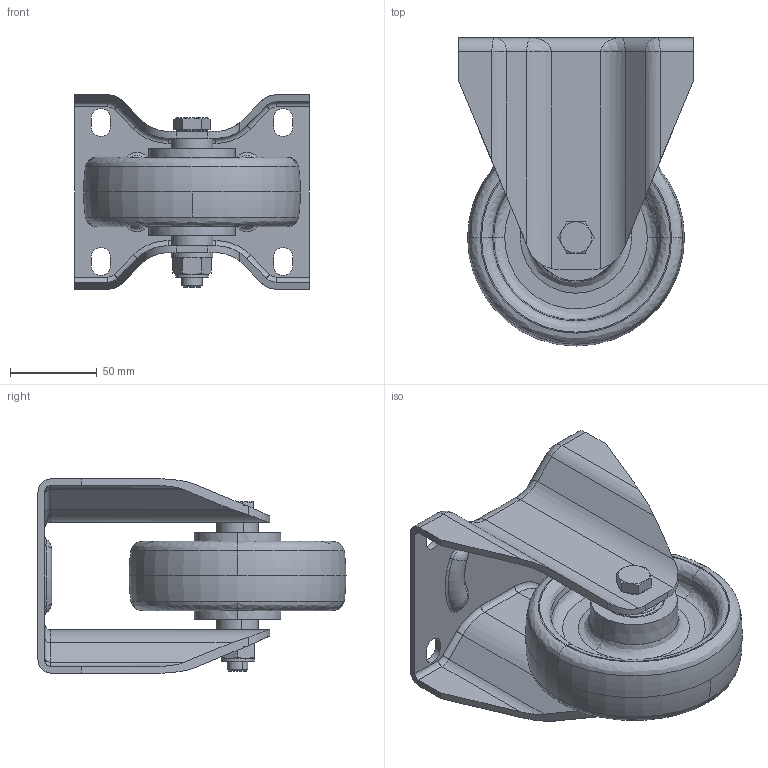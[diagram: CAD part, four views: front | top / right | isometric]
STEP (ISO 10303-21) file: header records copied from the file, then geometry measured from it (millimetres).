
FILE_DESCRIPTION (( 'STEP AP214' ), '1' );
FILE_NAME ('0033873.step', '2020-05-26T10:24:47', ( '' ), ( '' ), 'SwSTEP 2.0', 'SolidWorks 2018', '' );
FILE_SCHEMA (( 'AUTOMOTIVE_DESIGN' ));
Length unit declared in the file: millimetre
Products named in the file (1): 0033873
Bounding box: 135 x 177.5 x 112 mm (x, y, z)
Surface area: 147757.7 mm2 (no closed solid volume)
Topology: 0 solids, 10 shells, 295 faces, 689 edges, 419 vertices
Faces by surface type: cylinder 90, plane 85, torus 48, cone 36, bspline 28, sphere 8
Entity records: 14093 total; most frequent: CARTESIAN_POINT 4042, DIRECTION 1476, ORIENTED_EDGE 1362, EDGE_CURVE 689, AXIS2_PLACEMENT_3D 611, VERTEX_POINT 419, CIRCLE 343, EDGE_LOOP 328
